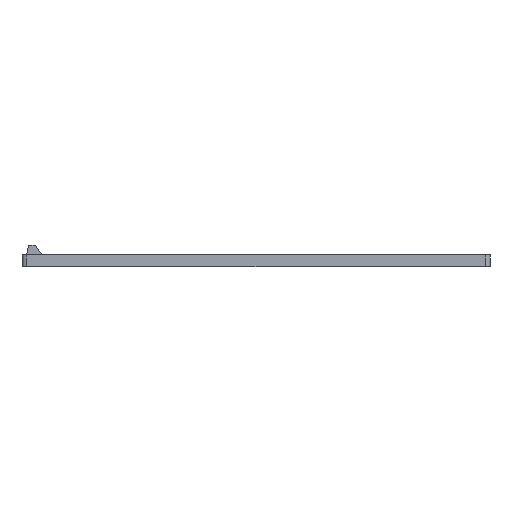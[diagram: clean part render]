
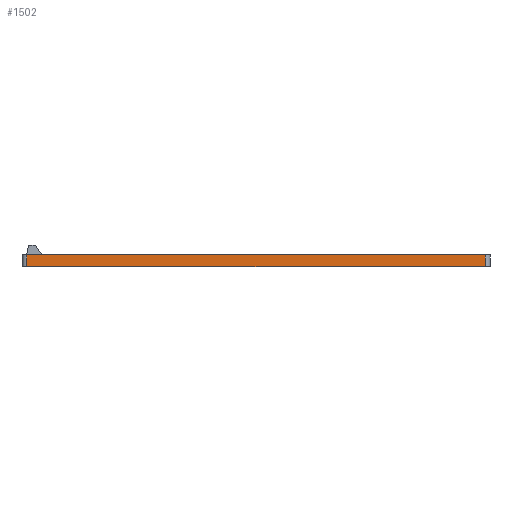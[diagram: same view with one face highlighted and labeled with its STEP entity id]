
A CAD part, front view. The second image highlights one B-rep face of the part: STEP entity #1502.
In plain terms, the highlighted planar face has unit normal (0, -1, 0).
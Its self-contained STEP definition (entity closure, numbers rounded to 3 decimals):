
#178=FACE_OUTER_BOUND('',#277,.T.);
#277=EDGE_LOOP('',(#1299,#1300,#1301,#1302));
#327=LINE('',#2174,#483);
#394=LINE('',#2323,#550);
#449=LINE('',#2487,#605);
#450=LINE('',#2489,#606);
#483=VECTOR('',#1724,10.);
#550=VECTOR('',#1819,10.);
#605=VECTOR('',#2016,10.);
#606=VECTOR('',#2019,10.);
#647=VERTEX_POINT('',#2171);
#648=VERTEX_POINT('',#2173);
#715=VERTEX_POINT('',#2320);
#716=VERTEX_POINT('',#2322);
#790=EDGE_CURVE('',#647,#648,#327,.T.);
#865=EDGE_CURVE('',#716,#715,#394,.T.);
#949=EDGE_CURVE('',#716,#647,#449,.T.);
#950=EDGE_CURVE('',#648,#715,#450,.T.);
#1299=ORIENTED_EDGE('',*,*,#949,.F.);
#1300=ORIENTED_EDGE('',*,*,#865,.T.);
#1301=ORIENTED_EDGE('',*,*,#950,.F.);
#1302=ORIENTED_EDGE('',*,*,#790,.F.);
#1439=PLANE('',#1637);
#1502=ADVANCED_FACE('',(#178),#1439,.T.);
#1637=AXIS2_PLACEMENT_3D('',#2488,#2017,#2018);
#1724=DIRECTION('',(1.,0.,0.));
#1819=DIRECTION('',(1.,0.,0.));
#2016=DIRECTION('',(0.,0.,1.));
#2017=DIRECTION('center_axis',(0.,-1.,0.));
#2018=DIRECTION('ref_axis',(1.,0.,0.));
#2019=DIRECTION('',(0.,0.,-1.));
#2171=CARTESIAN_POINT('',(-32.966,-100.,7.501));
#2173=CARTESIAN_POINT('',(163.034,-100.,7.501));
#2174=CARTESIAN_POINT('',(-34.966,-100.,7.501));
#2320=CARTESIAN_POINT('',(163.034,-100.,2.501));
#2322=CARTESIAN_POINT('',(-32.966,-100.,2.501));
#2323=CARTESIAN_POINT('',(-34.966,-100.,2.501));
#2487=CARTESIAN_POINT('',(-32.966,-100.,2.501));
#2488=CARTESIAN_POINT('Origin',(-34.966,-100.,2.501));
#2489=CARTESIAN_POINT('',(163.034,-100.,2.501));
